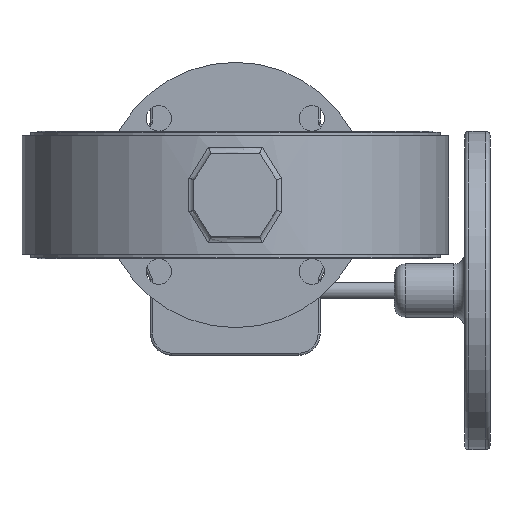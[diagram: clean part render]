
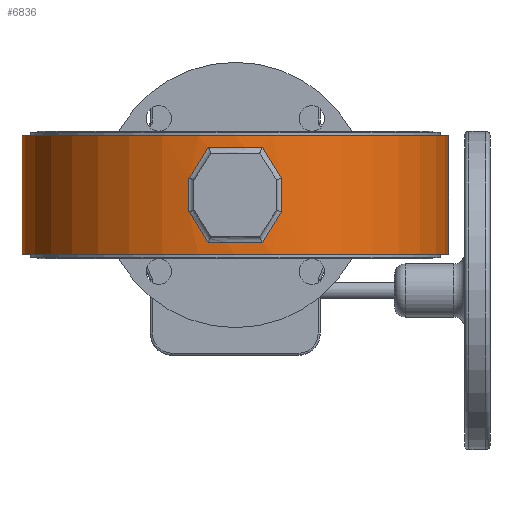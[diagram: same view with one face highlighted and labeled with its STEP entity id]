
A CAD part, front view. The second image highlights one B-rep face of the part: STEP entity #6836.
In plain terms, the highlighted cylindrical face has radius 100.5 mm (diameter 201 mm), a partial arc.
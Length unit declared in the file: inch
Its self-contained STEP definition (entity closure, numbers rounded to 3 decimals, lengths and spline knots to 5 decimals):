
#92 = ORIENTED_EDGE ( 'NONE', *, *, #15639, .T. ) ;
#123 = DIRECTION ( 'NONE',  ( -1., 0., 0. ) ) ;
#212 = EDGE_CURVE ( 'NONE', #5049, #22024, #8807, .T. ) ;
#223 = DIRECTION ( 'NONE',  ( 0., 0., 1. ) ) ;
#469 = EDGE_CURVE ( 'NONE', #7632, #14523, #668, .T. ) ;
#525 = CARTESIAN_POINT ( 'NONE',  ( 1.53789, 4.94589, 7.77953 ) ) ;
#568 = CARTESIAN_POINT ( 'NONE',  ( 5.49459, 4.94589, 7.77953 ) ) ;
#662 = VERTEX_POINT ( 'NONE', #1687 ) ;
#668 = LINE ( 'NONE', #7081, #19586 ) ;
#697 = ORIENTED_EDGE ( 'NONE', *, *, #12058, .T. ) ;
#947 = CARTESIAN_POINT ( 'NONE',  ( 2.39803, 1.08382, 6.98733 ) ) ;
#1046 = CARTESIAN_POINT ( 'NONE',  ( 2.16045, 1.03661, 7.36963 ) ) ;
#1180 = AXIS2_PLACEMENT_3D ( 'NONE', #14536, #6303, #12960 ) ;
#1673 = VERTEX_POINT ( 'NONE', #568 ) ;
#1687 = CARTESIAN_POINT ( 'NONE',  ( 5.49459, 4.94589, 5.5748 ) ) ;
#1837 = EDGE_CURVE ( 'NONE', #1673, #662, #15320, .T. ) ;
#2570 = DIRECTION ( 'NONE',  ( 0., 0., -1. ) ) ;
#2729 = CARTESIAN_POINT ( 'NONE',  ( 2.04029, 1.02122, 5.79134 ) ) ;
#2971 = CARTESIAN_POINT ( 'NONE',  ( 0.796, 1.05749, 6.17672 ) ) ;
#3545 =( BOUNDED_CURVE ( )  B_SPLINE_CURVE ( 3, ( #11174, #8122, #2971, #21849 ),
 .UNSPECIFIED., .F., .T. ) 
 B_SPLINE_CURVE_WITH_KNOTS ( ( 4, 4 ),
 ( 1.69811, 1.78993 ),
 .UNSPECIFIED. ) 
 CURVE ( )  GEOMETRIC_REPRESENTATION_ITEM ( )  RATIONAL_B_SPLINE_CURVE ( ( 1., 0.999, 0.999, 1. ) ) 
 REPRESENTATION_ITEM ( '' )  );
#3558 = CARTESIAN_POINT ( 'NONE',  ( 2.39803, 1.08382, 7.77953 ) ) ;
#3808 = VERTEX_POINT ( 'NONE', #20661 ) ;
#3968 = CARTESIAN_POINT ( 'NONE',  ( 1.0355, 1.02122, 5.79134 ) ) ;
#4253 = DIRECTION ( 'NONE',  ( 1., 0., 0. ) ) ;
#5049 = VERTEX_POINT ( 'NONE', #11315 ) ;
#5174 = CARTESIAN_POINT ( 'NONE',  ( 0.67775, 1.08382, 6.367 ) ) ;
#5488 = DIRECTION ( 'NONE',  ( 0., 0., 1. ) ) ;
#5533 = VERTEX_POINT ( 'NONE', #8654 ) ;
#5608 = AXIS2_PLACEMENT_3D ( 'NONE', #525, #19090, #5688 ) ;
#5688 = DIRECTION ( 'NONE',  ( 1., 0., 0. ) ) ;
#5896 = CARTESIAN_POINT ( 'NONE',  ( 2.27979, 1.05749, 7.17761 ) ) ;
#5974 = EDGE_CURVE ( 'NONE', #662, #17618, #19795, .T. ) ;
#6209 = ORIENTED_EDGE ( 'NONE', *, *, #5974, .F. ) ;
#6303 = DIRECTION ( 'NONE',  ( 0., 0., -1. ) ) ;
#6735 = CARTESIAN_POINT ( 'NONE',  ( 5.49459, 4.94589, 7.77953 ) ) ;
#6836 = ADVANCED_FACE ( 'NONE', ( #13205, #13093 ), #18335, .T. ) ;
#7081 = CARTESIAN_POINT ( 'NONE',  ( 0.67775, 1.08382, 7.77953 ) ) ;
#7632 = VERTEX_POINT ( 'NONE', #5174 ) ;
#7969 = EDGE_LOOP ( 'NONE', ( #17683, #16364, #13641, #6209 ) ) ;
#8051 = CARTESIAN_POINT ( 'NONE',  ( 0.67775, 1.08382, 6.98733 ) ) ;
#8075 = DIRECTION ( 'NONE',  ( 0., 0., -1. ) ) ;
#8122 = CARTESIAN_POINT ( 'NONE',  ( 0.91533, 1.03661, 5.9847 ) ) ;
#8413 = CARTESIAN_POINT ( 'NONE',  ( -2.4188, 4.94589, 7.77953 ) ) ;
#8645 = ORIENTED_EDGE ( 'NONE', *, *, #15996, .T. ) ;
#8654 = CARTESIAN_POINT ( 'NONE',  ( 2.39803, 1.08382, 6.367 ) ) ;
#8659 = AXIS2_PLACEMENT_3D ( 'NONE', #14750, #2570, #9552 ) ;
#8807 = CIRCLE ( 'NONE', #9890, 3.95669 ) ;
#9034 = EDGE_CURVE ( 'NONE', #16379, #17618, #10010, .T. ) ;
#9361 = CARTESIAN_POINT ( 'NONE',  ( 2.27979, 1.05749, 6.17672 ) ) ;
#9552 = DIRECTION ( 'NONE',  ( -1., 0., 0. ) ) ;
#9890 = AXIS2_PLACEMENT_3D ( 'NONE', #17312, #15646, #123 ) ;
#10010 = LINE ( 'NONE', #8413, #10100 ) ;
#10100 = VECTOR ( 'NONE', #8075, 39.37008 ) ;
#11002 = AXIS2_PLACEMENT_3D ( 'NONE', #20892, #5488, #4253 ) ;
#11174 = CARTESIAN_POINT ( 'NONE',  ( 1.0355, 1.02122, 5.79134 ) ) ;
#11315 = CARTESIAN_POINT ( 'NONE',  ( 2.04029, 1.02122, 5.79134 ) ) ;
#11389 = CARTESIAN_POINT ( 'NONE',  ( -2.4188, 4.94589, 7.77953 ) ) ;
#11412 = CARTESIAN_POINT ( 'NONE',  ( 2.39803, 1.08382, 6.367 ) ) ;
#11622 = CARTESIAN_POINT ( 'NONE',  ( 2.04029, 1.02122, 7.56299 ) ) ;
#11695 = EDGE_CURVE ( 'NONE', #16379, #1673, #15346, .T. ) ;
#11847 = ORIENTED_EDGE ( 'NONE', *, *, #469, .T. ) ;
#12058 = EDGE_CURVE ( 'NONE', #21695, #16767, #14062, .T. ) ;
#12163 = EDGE_CURVE ( 'NONE', #5533, #5049, #12757, .T. ) ;
#12642 = VECTOR ( 'NONE', #13549, 39.37008 ) ;
#12757 =( BOUNDED_CURVE ( )  B_SPLINE_CURVE ( 3, ( #11412, #9361, #18251, #2729 ),
 .UNSPECIFIED., .F., .T. ) 
 B_SPLINE_CURVE_WITH_KNOTS ( ( 4, 4 ),
 ( 4.49325, 4.58507 ),
 .UNSPECIFIED. ) 
 CURVE ( )  GEOMETRIC_REPRESENTATION_ITEM ( )  RATIONAL_B_SPLINE_CURVE ( ( 1., 0.999, 0.999, 1. ) ) 
 REPRESENTATION_ITEM ( '' )  );
#12960 = DIRECTION ( 'NONE',  ( -1., 0., 0. ) ) ;
#13016 = CARTESIAN_POINT ( 'NONE',  ( 0.67775, 1.08382, 6.98733 ) ) ;
#13093 = FACE_BOUND ( 'NONE', #21570, .T. ) ;
#13205 = FACE_OUTER_BOUND ( 'NONE', #7969, .T. ) ;
#13257 = CARTESIAN_POINT ( 'NONE',  ( 1.0355, 1.02122, 7.56299 ) ) ;
#13549 = DIRECTION ( 'NONE',  ( 0., 0., -1. ) ) ;
#13641 = ORIENTED_EDGE ( 'NONE', *, *, #9034, .T. ) ;
#14062 =( BOUNDED_CURVE ( )  B_SPLINE_CURVE ( 3, ( #16242, #1046, #5896, #947 ),
 .UNSPECIFIED., .F., .F. ) 
 B_SPLINE_CURVE_WITH_KNOTS ( ( 4, 4 ),
 ( 4.83971, 4.93153 ),
 .UNSPECIFIED. ) 
 CURVE ( )  GEOMETRIC_REPRESENTATION_ITEM ( )  RATIONAL_B_SPLINE_CURVE ( ( 1., 0.999, 0.999, 1. ) ) 
 REPRESENTATION_ITEM ( '' )  );
#14523 = VERTEX_POINT ( 'NONE', #8051 ) ;
#14536 = CARTESIAN_POINT ( 'NONE',  ( 1.53789, 4.94589, 7.77953 ) ) ;
#14750 = CARTESIAN_POINT ( 'NONE',  ( 1.53789, 4.94589, 5.5748 ) ) ;
#14899 = ORIENTED_EDGE ( 'NONE', *, *, #19024, .T. ) ;
#14922 = CARTESIAN_POINT ( 'NONE',  ( 0.796, 1.05749, 7.17761 ) ) ;
#15222 = EDGE_CURVE ( 'NONE', #3808, #21695, #17057, .T. ) ;
#15290 = DIRECTION ( 'NONE',  ( 0., 0., -1. ) ) ;
#15310 = CARTESIAN_POINT ( 'NONE',  ( -2.4188, 4.94589, 5.5748 ) ) ;
#15320 = LINE ( 'NONE', #6735, #12642 ) ;
#15346 = CIRCLE ( 'NONE', #5608, 3.95669 ) ;
#15639 = EDGE_CURVE ( 'NONE', #16767, #5533, #17253, .T. ) ;
#15646 = DIRECTION ( 'NONE',  ( 0., 0., -1. ) ) ;
#15996 = EDGE_CURVE ( 'NONE', #22024, #7632, #3545, .T. ) ;
#16242 = CARTESIAN_POINT ( 'NONE',  ( 2.04029, 1.02122, 7.56299 ) ) ;
#16262 = ORIENTED_EDGE ( 'NONE', *, *, #212, .T. ) ;
#16364 = ORIENTED_EDGE ( 'NONE', *, *, #11695, .F. ) ;
#16379 = VERTEX_POINT ( 'NONE', #11389 ) ;
#16767 = VERTEX_POINT ( 'NONE', #19257 ) ;
#16784 = CARTESIAN_POINT ( 'NONE',  ( 0.91533, 1.03661, 7.36963 ) ) ;
#17057 = CIRCLE ( 'NONE', #11002, 3.95669 ) ;
#17253 = LINE ( 'NONE', #3558, #21344 ) ;
#17312 = CARTESIAN_POINT ( 'NONE',  ( 1.53789, 4.94589, 5.79134 ) ) ;
#17618 = VERTEX_POINT ( 'NONE', #15310 ) ;
#17683 = ORIENTED_EDGE ( 'NONE', *, *, #1837, .F. ) ;
#18251 = CARTESIAN_POINT ( 'NONE',  ( 2.16045, 1.03661, 5.9847 ) ) ;
#18335 = CYLINDRICAL_SURFACE ( 'NONE', #1180, 3.95669 ) ;
#19024 = EDGE_CURVE ( 'NONE', #14523, #3808, #20361, .T. ) ;
#19090 = DIRECTION ( 'NONE',  ( 0., 0., 1. ) ) ;
#19257 = CARTESIAN_POINT ( 'NONE',  ( 2.39803, 1.08382, 6.98733 ) ) ;
#19586 = VECTOR ( 'NONE', #223, 39.37008 ) ;
#19795 = CIRCLE ( 'NONE', #8659, 3.95669 ) ;
#20038 = ORIENTED_EDGE ( 'NONE', *, *, #15222, .T. ) ;
#20361 =( BOUNDED_CURVE ( )  B_SPLINE_CURVE ( 3, ( #13016, #14922, #16784, #13257 ),
 .UNSPECIFIED., .F., .T. ) 
 B_SPLINE_CURVE_WITH_KNOTS ( ( 4, 4 ),
 ( 1.35166, 1.44348 ),
 .UNSPECIFIED. ) 
 CURVE ( )  GEOMETRIC_REPRESENTATION_ITEM ( )  RATIONAL_B_SPLINE_CURVE ( ( 1., 0.999, 0.999, 1. ) ) 
 REPRESENTATION_ITEM ( '' )  );
#20573 = ORIENTED_EDGE ( 'NONE', *, *, #12163, .T. ) ;
#20661 = CARTESIAN_POINT ( 'NONE',  ( 1.0355, 1.02122, 7.56299 ) ) ;
#20892 = CARTESIAN_POINT ( 'NONE',  ( 1.53789, 4.94589, 7.56299 ) ) ;
#21344 = VECTOR ( 'NONE', #15290, 39.37008 ) ;
#21570 = EDGE_LOOP ( 'NONE', ( #16262, #8645, #11847, #14899, #20038, #697, #92, #20573 ) ) ;
#21695 = VERTEX_POINT ( 'NONE', #11622 ) ;
#21849 = CARTESIAN_POINT ( 'NONE',  ( 0.67775, 1.08382, 6.367 ) ) ;
#22024 = VERTEX_POINT ( 'NONE', #3968 ) ;
